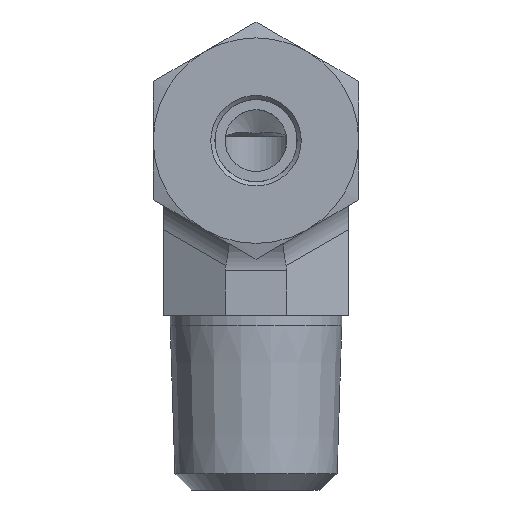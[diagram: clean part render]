
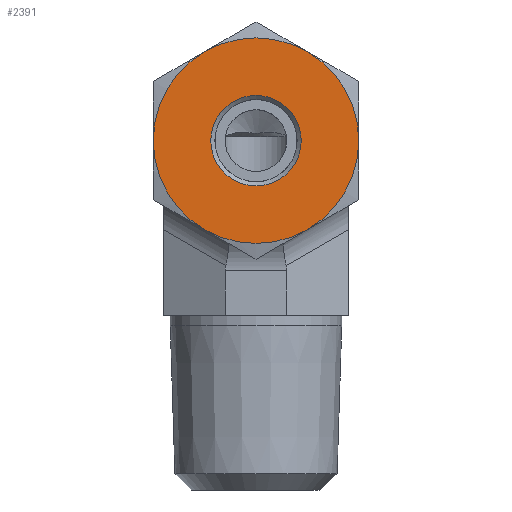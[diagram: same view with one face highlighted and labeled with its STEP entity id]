
A CAD part, front view. The second image highlights one B-rep face of the part: STEP entity #2391.
In plain terms, the highlighted face is planar.
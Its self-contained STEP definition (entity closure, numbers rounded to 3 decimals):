
#2295=CARTESIAN_POINT('',(2.2,0.,11.0));
#2296=VERTEX_POINT('',#2295);
#2297=CARTESIAN_POINT('',(0.0,0.0,11.0));
#2298=DIRECTION('',(0.0,0.0,1.0));
#2299=DIRECTION('',(-1.0,0.0,0.0));
#2300=AXIS2_PLACEMENT_3D('',#2297,#2298,#2299);
#2301=CIRCLE('',#2300,2.2);
#2302=EDGE_CURVE('',#2296,#2296,#2301,.T.);
#2327=CARTESIAN_POINT('',(0.,0.,11.0));
#2328=DIRECTION('',(0.0,0.0,1.0));
#2329=DIRECTION('',(1.0,0.0,0.0));
#2330=AXIS2_PLACEMENT_3D('',#2327,#2328,#2329);
#2331=PLANE('',#2330);
#2332=CARTESIAN_POINT('',(-2.5,-4.33,11.0));
#2333=VERTEX_POINT('',#2332);
#2334=CARTESIAN_POINT('',(2.5,-4.33,11.0));
#2335=VERTEX_POINT('',#2334);
#2336=CARTESIAN_POINT('',(0.0,0.0,11.0));
#2337=DIRECTION('',(0.0,0.0,1.0));
#2338=DIRECTION('',(-0.5,-0.866,0.0));
#2339=AXIS2_PLACEMENT_3D('',#2336,#2337,#2338);
#2340=CIRCLE('',#2339,5.0);
#2341=EDGE_CURVE('',#2333,#2335,#2340,.T.);
#2342=ORIENTED_EDGE('',*,*,#2341,.T.);
#2343=CARTESIAN_POINT('',(5.,0.,11.0));
#2344=VERTEX_POINT('',#2343);
#2345=CARTESIAN_POINT('',(0.0,0.0,11.0));
#2346=DIRECTION('',(0.0,0.0,1.0));
#2347=DIRECTION('',(-0.5,-0.866,0.0));
#2348=AXIS2_PLACEMENT_3D('',#2345,#2346,#2347);
#2349=CIRCLE('',#2348,5.0);
#2350=EDGE_CURVE('',#2335,#2344,#2349,.T.);
#2351=ORIENTED_EDGE('',*,*,#2350,.T.);
#2352=CARTESIAN_POINT('',(2.5,4.33,11.0));
#2353=VERTEX_POINT('',#2352);
#2354=CARTESIAN_POINT('',(0.0,0.0,11.0));
#2355=DIRECTION('',(0.0,0.0,1.0));
#2356=DIRECTION('',(-0.5,-0.866,0.0));
#2357=AXIS2_PLACEMENT_3D('',#2354,#2355,#2356);
#2358=CIRCLE('',#2357,5.0);
#2359=EDGE_CURVE('',#2344,#2353,#2358,.T.);
#2360=ORIENTED_EDGE('',*,*,#2359,.T.);
#2361=CARTESIAN_POINT('',(-2.5,4.33,11.0));
#2362=VERTEX_POINT('',#2361);
#2363=CARTESIAN_POINT('',(0.0,0.0,11.0));
#2364=DIRECTION('',(0.0,0.0,1.0));
#2365=DIRECTION('',(-0.5,-0.866,0.0));
#2366=AXIS2_PLACEMENT_3D('',#2363,#2364,#2365);
#2367=CIRCLE('',#2366,5.0);
#2368=EDGE_CURVE('',#2353,#2362,#2367,.T.);
#2369=ORIENTED_EDGE('',*,*,#2368,.T.);
#2370=CARTESIAN_POINT('',(-5.0,0.0,11.0));
#2371=VERTEX_POINT('',#2370);
#2372=CARTESIAN_POINT('',(0.0,0.0,11.0));
#2373=DIRECTION('',(0.0,0.0,1.0));
#2374=DIRECTION('',(-0.5,-0.866,0.0));
#2375=AXIS2_PLACEMENT_3D('',#2372,#2373,#2374);
#2376=CIRCLE('',#2375,5.0);
#2377=EDGE_CURVE('',#2362,#2371,#2376,.T.);
#2378=ORIENTED_EDGE('',*,*,#2377,.T.);
#2379=CARTESIAN_POINT('',(0.0,0.0,11.0));
#2380=DIRECTION('',(0.0,0.0,1.0));
#2381=DIRECTION('',(-0.5,-0.866,0.0));
#2382=AXIS2_PLACEMENT_3D('',#2379,#2380,#2381);
#2383=CIRCLE('',#2382,5.0);
#2384=EDGE_CURVE('',#2371,#2333,#2383,.T.);
#2385=ORIENTED_EDGE('',*,*,#2384,.T.);
#2386=EDGE_LOOP('',(#2342,#2351,#2360,#2369,#2378,#2385));
#2387=FACE_OUTER_BOUND('',#2386,.T.);
#2388=ORIENTED_EDGE('',*,*,#2302,.F.);
#2389=EDGE_LOOP('',(#2388));
#2390=FACE_BOUND('',#2389,.T.);
#2391=ADVANCED_FACE('',(#2387,#2390),#2331,.T.);
